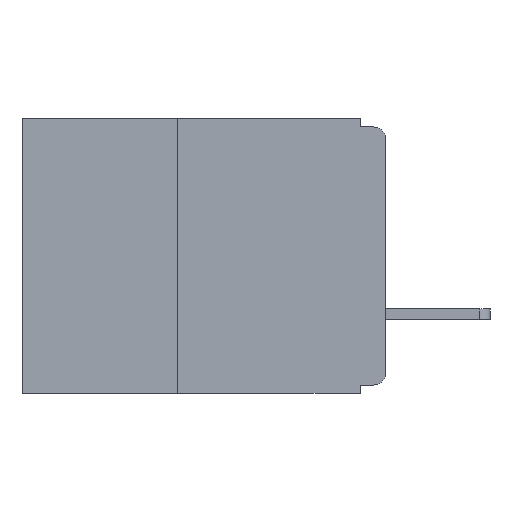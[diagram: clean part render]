
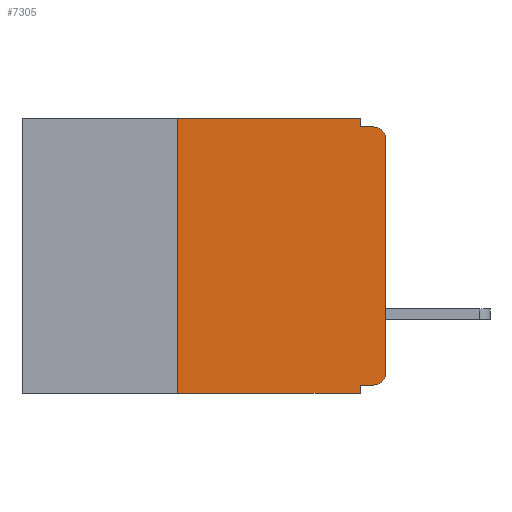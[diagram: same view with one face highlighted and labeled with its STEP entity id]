
A CAD part, left-side view. The second image highlights one B-rep face of the part: STEP entity #7305.
In plain terms, the highlighted planar face has unit normal (-1, 0, 0).
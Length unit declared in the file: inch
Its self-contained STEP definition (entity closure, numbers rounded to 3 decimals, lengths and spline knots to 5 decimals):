
#322 = ORIENTED_EDGE ( 'NONE', *, *, #867, .T. ) ;
#431 = CIRCLE ( 'NONE', #16381, 0.015 ) ;
#545 = CARTESIAN_POINT ( 'NONE',  ( 0., 0.015, -0.305 ) ) ;
#867 = EDGE_CURVE ( 'NONE', #11788, #3421, #431, .T. ) ;
#2114 = DIRECTION ( 'NONE',  ( 0., 1., 0. ) ) ;
#2950 = LINE ( 'NONE', #17248, #25214 ) ;
#3421 = VERTEX_POINT ( 'NONE', #21313 ) ;
#3459 = ORIENTED_EDGE ( 'NONE', *, *, #7253, .F. ) ;
#3515 = VERTEX_POINT ( 'NONE', #19165 ) ;
#3943 = VECTOR ( 'NONE', #11186, 39.37008 ) ;
#4061 = FACE_OUTER_BOUND ( 'NONE', #27379, .T. ) ;
#4660 = VECTOR ( 'NONE', #2114, 39.37008 ) ;
#4661 = VECTOR ( 'NONE', #13919, 39.37008 ) ;
#5012 = CARTESIAN_POINT ( 'NONE',  ( 0., 0.015, -0.025 ) ) ;
#5032 = DIRECTION ( 'NONE',  ( -1., 0., 0. ) ) ;
#5162 = DIRECTION ( 'NONE',  ( 0., 0., -1. ) ) ;
#5798 = ORIENTED_EDGE ( 'NONE', *, *, #27896, .T. ) ;
#6268 = CARTESIAN_POINT ( 'NONE',  ( 0., 0.25, -0.33 ) ) ;
#6450 = EDGE_CURVE ( 'NONE', #25310, #9993, #26310, .T. ) ;
#6604 = DIRECTION ( 'NONE',  ( 0., 0., 1. ) ) ;
#6705 = DIRECTION ( 'NONE',  ( 0., 0., -1. ) ) ;
#6708 = LINE ( 'NONE', #24794, #18511 ) ;
#6847 = ORIENTED_EDGE ( 'NONE', *, *, #21575, .T. ) ;
#7253 = EDGE_CURVE ( 'NONE', #25906, #24890, #18000, .T. ) ;
#7282 = DIRECTION ( 'NONE',  ( 0., 0., -1. ) ) ;
#7305 = ADVANCED_FACE ( 'NONE', ( #4061 ), #22110, .F. ) ;
#8251 = ORIENTED_EDGE ( 'NONE', *, *, #10987, .F. ) ;
#8403 = CARTESIAN_POINT ( 'NONE',  ( 0., 0.031, -0.32 ) ) ;
#9090 = EDGE_CURVE ( 'NONE', #11788, #25906, #10642, .T. ) ;
#9112 = EDGE_CURVE ( 'NONE', #25310, #24890, #21689, .T. ) ;
#9190 = CARTESIAN_POINT ( 'NONE',  ( 0., 0.25, -0.33 ) ) ;
#9254 = DIRECTION ( 'NONE',  ( 0., -1., 0. ) ) ;
#9859 = CARTESIAN_POINT ( 'NONE',  ( 0., 0.015, -0.32 ) ) ;
#9993 = VERTEX_POINT ( 'NONE', #14484 ) ;
#10642 = LINE ( 'NONE', #26521, #4660 ) ;
#10987 = EDGE_CURVE ( 'NONE', #22532, #25351, #6708, .T. ) ;
#11186 = DIRECTION ( 'NONE',  ( 0., -1., 0. ) ) ;
#11293 = CARTESIAN_POINT ( 'NONE',  ( 0., 0.031, -0.01 ) ) ;
#11788 = VERTEX_POINT ( 'NONE', #9859 ) ;
#13314 = ORIENTED_EDGE ( 'NONE', *, *, #14197, .F. ) ;
#13549 = AXIS2_PLACEMENT_3D ( 'NONE', #28628, #19996, #6705 ) ;
#13583 = ORIENTED_EDGE ( 'NONE', *, *, #17582, .F. ) ;
#13799 = AXIS2_PLACEMENT_3D ( 'NONE', #5012, #20544, #7282 ) ;
#13919 = DIRECTION ( 'NONE',  ( 0., 0., -1. ) ) ;
#14197 = EDGE_CURVE ( 'NONE', #3515, #22532, #21691, .T. ) ;
#14484 = CARTESIAN_POINT ( 'NONE',  ( 0., 0.25, 0. ) ) ;
#14647 = VERTEX_POINT ( 'NONE', #22099 ) ;
#14692 = ORIENTED_EDGE ( 'NONE', *, *, #9090, .F. ) ;
#15986 = VECTOR ( 'NONE', #26797, 39.37008 ) ;
#16050 = CARTESIAN_POINT ( 'NONE',  ( 0., 0.031, 0. ) ) ;
#16381 = AXIS2_PLACEMENT_3D ( 'NONE', #545, #5032, #5162 ) ;
#17248 = CARTESIAN_POINT ( 'NONE',  ( 0., 0.437, 0. ) ) ;
#17312 = VECTOR ( 'NONE', #26332, 39.37008 ) ;
#17549 = CARTESIAN_POINT ( 'NONE',  ( 0., 0., 0. ) ) ;
#17582 = EDGE_CURVE ( 'NONE', #9993, #3515, #2950, .T. ) ;
#18000 = LINE ( 'NONE', #28360, #17312 ) ;
#18126 = LINE ( 'NONE', #17549, #23286 ) ;
#18511 = VECTOR ( 'NONE', #9254, 39.37008 ) ;
#19165 = CARTESIAN_POINT ( 'NONE',  ( 0., 0.031, 0. ) ) ;
#19486 = DIRECTION ( 'NONE',  ( 0., -1., 0. ) ) ;
#19996 = DIRECTION ( 'NONE',  ( 1., 0., 0. ) ) ;
#20242 = CARTESIAN_POINT ( 'NONE',  ( 0., 0.031, -0.33 ) ) ;
#20475 = ORIENTED_EDGE ( 'NONE', *, *, #6450, .F. ) ;
#20544 = DIRECTION ( 'NONE',  ( -1., 0., 0. ) ) ;
#21313 = CARTESIAN_POINT ( 'NONE',  ( 0., 0., -0.305 ) ) ;
#21575 = EDGE_CURVE ( 'NONE', #14647, #25351, #24293, .T. ) ;
#21689 = LINE ( 'NONE', #24437, #3943 ) ;
#21691 = LINE ( 'NONE', #16050, #4661 ) ;
#22099 = CARTESIAN_POINT ( 'NONE',  ( 0., 0., -0.025 ) ) ;
#22110 = PLANE ( 'NONE',  #13549 ) ;
#22532 = VERTEX_POINT ( 'NONE', #11293 ) ;
#23286 = VECTOR ( 'NONE', #6604, 39.37008 ) ;
#24093 = CARTESIAN_POINT ( 'NONE',  ( 0., 0.015, -0.01 ) ) ;
#24293 = CIRCLE ( 'NONE', #13799, 0.015 ) ;
#24437 = CARTESIAN_POINT ( 'NONE',  ( 0., 0.437, -0.33 ) ) ;
#24794 = CARTESIAN_POINT ( 'NONE',  ( 0., 0., -0.01 ) ) ;
#24890 = VERTEX_POINT ( 'NONE', #20242 ) ;
#25214 = VECTOR ( 'NONE', #19486, 39.37008 ) ;
#25310 = VERTEX_POINT ( 'NONE', #6268 ) ;
#25351 = VERTEX_POINT ( 'NONE', #24093 ) ;
#25886 = ORIENTED_EDGE ( 'NONE', *, *, #9112, .T. ) ;
#25906 = VERTEX_POINT ( 'NONE', #8403 ) ;
#26310 = LINE ( 'NONE', #9190, #15986 ) ;
#26332 = DIRECTION ( 'NONE',  ( 0., 0., -1. ) ) ;
#26521 = CARTESIAN_POINT ( 'NONE',  ( 0., 0., -0.32 ) ) ;
#26797 = DIRECTION ( 'NONE',  ( 0., 0., 1. ) ) ;
#27379 = EDGE_LOOP ( 'NONE', ( #5798, #6847, #8251, #13314, #13583, #20475, #25886, #3459, #14692, #322 ) ) ;
#27896 = EDGE_CURVE ( 'NONE', #3421, #14647, #18126, .T. ) ;
#28360 = CARTESIAN_POINT ( 'NONE',  ( 0., 0.031, -0.33 ) ) ;
#28628 = CARTESIAN_POINT ( 'NONE',  ( 0., 0.437, 0. ) ) ;
